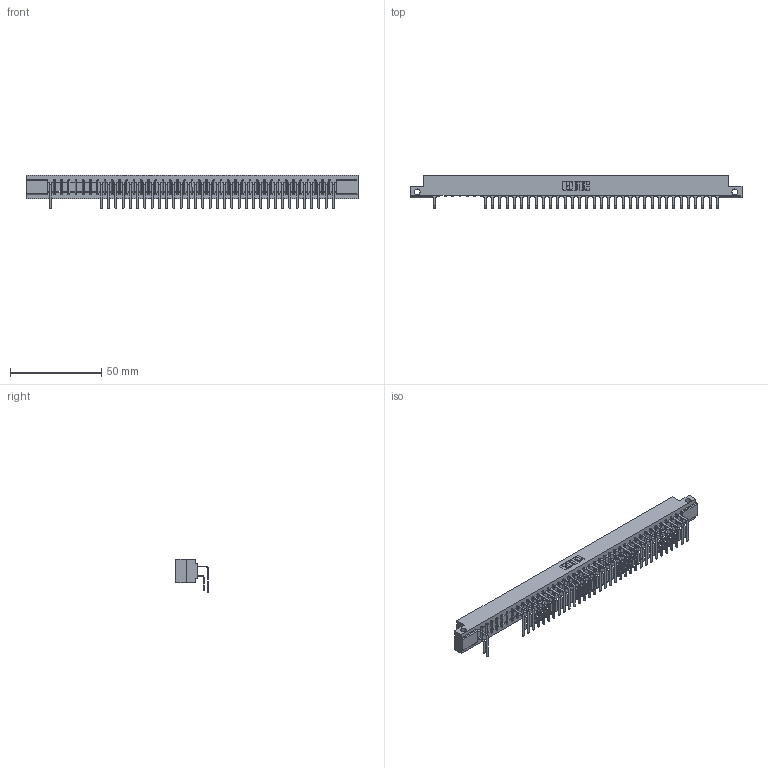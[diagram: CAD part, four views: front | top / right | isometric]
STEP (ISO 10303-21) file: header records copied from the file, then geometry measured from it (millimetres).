
FILE_DESCRIPTION (( 'STEP AP203' ), '1' );
FILE_NAME ('307-040-559-112.STEP', '2018-08-05T14:01:34', ( '' ), ( '' ), 'SwSTEP 2.0', 'SolidWorks 2016', '' );
FILE_SCHEMA (( 'CONFIG_CONTROL_DESIGN' ));
Length unit declared in the file: inch
Products named in the file (4): 307 Part_.128 Dia Side Mounting Holes; 307-290-001_558 559 - 1 (Single); 307-290-001_559 - 2 (Single); 307-040-559-112
Assembly tree (68 placements, depth 2):
  307-040-559-112
    307 Part_.128 Dia Side Mounting Holes
    307-290-001_558 559 - 1 (Single)  x33
    307-290-001_559 - 2 (Single)  x34
Bounding box: 181.51 x 17.69 x 18.07 mm (x, y, z)
Volume: 19275.4 mm3; surface area: 24165.5 mm2
Topology: 68 solids, 68 shells, 3639 faces, 10253 edges, 6634 vertices
Faces by surface type: plane 2359, cylinder 1198, sphere 82
Entity records: 36851 total; most frequent: CARTESIAN_POINT 6085, ORIENTED_EDGE 6042, DIRECTION 5947, EDGE_CURVE 3021, VECTOR 2315, LINE 2315, VERTEX_POINT 1954, AXIS2_PLACEMENT_3D 1816
